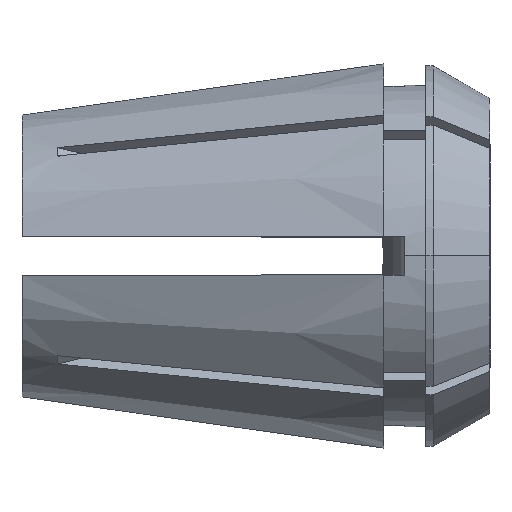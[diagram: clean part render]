
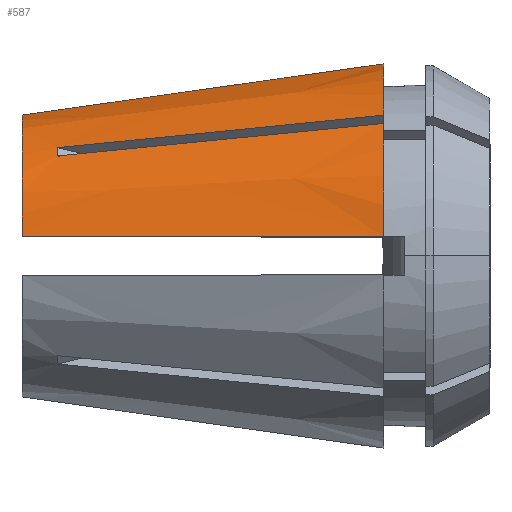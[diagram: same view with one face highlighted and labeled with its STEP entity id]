
A CAD part, top view. The second image highlights one B-rep face of the part: STEP entity #587.
In plain terms, the highlighted conical face has half-angle 8 degrees and reference radius 16.5 mm.
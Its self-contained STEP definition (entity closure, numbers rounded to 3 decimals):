
#48 = EDGE_LOOP ( 'NONE', ( #1944, #1202, #2009, #1904, #2456, #2605, #1036, #1220 ) ) ;
#178 = EDGE_CURVE ( 'NONE', #1569, #1599, #1722, .T. ) ;
#181 = CARTESIAN_POINT ( 'NONE',  ( 20.6, 1.65, 14.963 ) ) ;
#184 = CARTESIAN_POINT ( 'NONE',  ( 30.9, 16.418, 1.65 ) ) ;
#223 = EDGE_CURVE ( 'NONE', #1912, #343, #2734, .T. ) ;
#343 = VERTEX_POINT ( 'NONE', #984 ) ;
#356 = DIRECTION ( 'NONE',  ( 0., 0., -1. ) ) ;
#460 = CIRCLE ( 'NONE', #1516, 16.5 ) ;
#474 = CARTESIAN_POINT ( 'NONE',  ( 3.019, 8.536, 9.243 ) ) ;
#479 = CARTESIAN_POINT ( 'NONE',  ( 3.019, 9.243, 8.536 ) ) ;
#505 = EDGE_CURVE ( 'NONE', #1912, #1569, #1604, .T. ) ;
#516 = CARTESIAN_POINT ( 'NONE',  ( 0., 12.045, 1.65 ) ) ;
#587 = ADVANCED_FACE ( 'NONE', ( #1676 ), #861, .T. ) ;
#615 = EDGE_CURVE ( 'NONE', #2381, #3249, #2483, .T. ) ;
#636 = EDGE_CURVE ( 'NONE', #1599, #3249, #2047, .T. ) ;
#674 = DIRECTION ( 'NONE',  ( 0., 0., 1. ) ) ;
#741 = CARTESIAN_POINT ( 'NONE',  ( 21.606, 11.092, 10.385 ) ) ;
#770 = CARTESIAN_POINT ( 'NONE',  ( 3.019, 9.243, 8.536 ) ) ;
#857 = CARTESIAN_POINT ( 'NONE',  ( 30.9, 16.418, 1.65 ) ) ;
#861 = CONICAL_SURFACE ( 'NONE', #893, 16.5, 0.14 ) ;
#893 = AXIS2_PLACEMENT_3D ( 'NONE', #1121, #3126, #356 ) ;
#966 = CARTESIAN_POINT ( 'NONE',  ( 30.9, 1.65, 16.418 ) ) ;
#981 = CARTESIAN_POINT ( 'NONE',  ( 12.313, 10.168, 9.46 ) ) ;
#984 = CARTESIAN_POINT ( 'NONE',  ( 0., 1.65, 12.045 ) ) ;
#1036 = ORIENTED_EDGE ( 'NONE', *, *, #1458, .T. ) ;
#1098 = B_SPLINE_CURVE_WITH_KNOTS ( 'NONE', 3,
 ( #184, #1990, #2978, #516 ),
 .UNSPECIFIED., .F., .F.,
 ( 4, 4 ),
 ( 0.064, 0.095 ),
 .UNSPECIFIED. ) ;
#1121 = CARTESIAN_POINT ( 'NONE',  ( 30.9, 0., 0. ) ) ;
#1202 = ORIENTED_EDGE ( 'NONE', *, *, #505, .T. ) ;
#1220 = ORIENTED_EDGE ( 'NONE', *, *, #2465, .F. ) ;
#1260 = CARTESIAN_POINT ( 'NONE',  ( 2.994, 8.776, 9.017 ) ) ;
#1399 = CARTESIAN_POINT ( 'NONE',  ( 30.9, 11.309, 12.016 ) ) ;
#1458 = EDGE_CURVE ( 'NONE', #1981, #1704, #1098, .T. ) ;
#1477 = CARTESIAN_POINT ( 'NONE',  ( 12.313, 9.46, 10.168 ) ) ;
#1494 = CARTESIAN_POINT ( 'NONE',  ( 30.9, 12.016, 11.309 ) ) ;
#1516 = AXIS2_PLACEMENT_3D ( 'NONE', #3194, #2925, #674 ) ;
#1569 = VERTEX_POINT ( 'NONE', #1399 ) ;
#1586 = DIRECTION ( 'NONE',  ( -1., 0., 0. ) ) ;
#1599 = VERTEX_POINT ( 'NONE', #1651 ) ;
#1604 = CIRCLE ( 'NONE', #2902, 16.5 ) ;
#1651 = CARTESIAN_POINT ( 'NONE',  ( 3.019, 8.536, 9.243 ) ) ;
#1676 = FACE_OUTER_BOUND ( 'NONE', #48, .T. ) ;
#1704 = VERTEX_POINT ( 'NONE', #3264 ) ;
#1713 = CARTESIAN_POINT ( 'NONE',  ( 21.606, 10.385, 11.092 ) ) ;
#1722 = B_SPLINE_CURVE_WITH_KNOTS ( 'NONE', 3,
 ( #2740, #1713, #1477, #3274 ),
 .UNSPECIFIED., .F., .F.,
 ( 4, 4 ),
 ( 0., 0.028 ),
 .UNSPECIFIED. ) ;
#1864 = DIRECTION ( 'NONE',  ( 0., 0., 1. ) ) ;
#1865 = DIRECTION ( 'NONE',  ( 0., 0., 1. ) ) ;
#1904 = ORIENTED_EDGE ( 'NONE', *, *, #636, .T. ) ;
#1912 = VERTEX_POINT ( 'NONE', #2589 ) ;
#1944 = ORIENTED_EDGE ( 'NONE', *, *, #223, .F. ) ;
#1981 = VERTEX_POINT ( 'NONE', #857 ) ;
#1988 = CARTESIAN_POINT ( 'NONE',  ( 10.3, 1.65, 13.506 ) ) ;
#1990 = CARTESIAN_POINT ( 'NONE',  ( 20.6, 14.963, 1.65 ) ) ;
#2009 = ORIENTED_EDGE ( 'NONE', *, *, #178, .T. ) ;
#2047 = B_SPLINE_CURVE_WITH_KNOTS ( 'NONE', 3,
 ( #474, #1260, #2282, #3024 ),
 .UNSPECIFIED., .F., .F.,
 ( 4, 4 ),
 ( 0.004, 0.005 ),
 .UNSPECIFIED. ) ;
#2206 = AXIS2_PLACEMENT_3D ( 'NONE', #2870, #2826, #1864 ) ;
#2282 = CARTESIAN_POINT ( 'NONE',  ( 2.993, 9.013, 8.78 ) ) ;
#2381 = VERTEX_POINT ( 'NONE', #3247 ) ;
#2456 = ORIENTED_EDGE ( 'NONE', *, *, #615, .F. ) ;
#2465 = EDGE_CURVE ( 'NONE', #343, #1704, #2690, .T. ) ;
#2483 = B_SPLINE_CURVE_WITH_KNOTS ( 'NONE', 3,
 ( #1494, #741, #981, #479 ),
 .UNSPECIFIED., .F., .F.,
 ( 4, 4 ),
 ( 0., 0.028 ),
 .UNSPECIFIED. ) ;
#2546 = CARTESIAN_POINT ( 'NONE',  ( 0., 1.65, 12.045 ) ) ;
#2589 = CARTESIAN_POINT ( 'NONE',  ( 30.9, 1.65, 16.418 ) ) ;
#2590 = CARTESIAN_POINT ( 'NONE',  ( 30.9, 0., 0. ) ) ;
#2605 = ORIENTED_EDGE ( 'NONE', *, *, #2706, .T. ) ;
#2690 = CIRCLE ( 'NONE', #2206, 12.158 ) ;
#2706 = EDGE_CURVE ( 'NONE', #2381, #1981, #460, .T. ) ;
#2734 = B_SPLINE_CURVE_WITH_KNOTS ( 'NONE', 3,
 ( #966, #181, #1988, #2546 ),
 .UNSPECIFIED., .F., .F.,
 ( 4, 4 ),
 ( 0.064, 0.095 ),
 .UNSPECIFIED. ) ;
#2740 = CARTESIAN_POINT ( 'NONE',  ( 30.9, 11.309, 12.016 ) ) ;
#2826 = DIRECTION ( 'NONE',  ( -1., 0., 0. ) ) ;
#2870 = CARTESIAN_POINT ( 'NONE',  ( 0., 0., 0. ) ) ;
#2902 = AXIS2_PLACEMENT_3D ( 'NONE', #2590, #1586, #1865 ) ;
#2925 = DIRECTION ( 'NONE',  ( -1., 0., 0. ) ) ;
#2978 = CARTESIAN_POINT ( 'NONE',  ( 10.3, 13.506, 1.65 ) ) ;
#3024 = CARTESIAN_POINT ( 'NONE',  ( 3.019, 9.243, 8.536 ) ) ;
#3126 = DIRECTION ( 'NONE',  ( 1., 0., 0. ) ) ;
#3194 = CARTESIAN_POINT ( 'NONE',  ( 30.9, 0., 0. ) ) ;
#3247 = CARTESIAN_POINT ( 'NONE',  ( 30.9, 12.016, 11.309 ) ) ;
#3249 = VERTEX_POINT ( 'NONE', #770 ) ;
#3264 = CARTESIAN_POINT ( 'NONE',  ( 0., 12.045, 1.65 ) ) ;
#3274 = CARTESIAN_POINT ( 'NONE',  ( 3.019, 8.536, 9.243 ) ) ;
